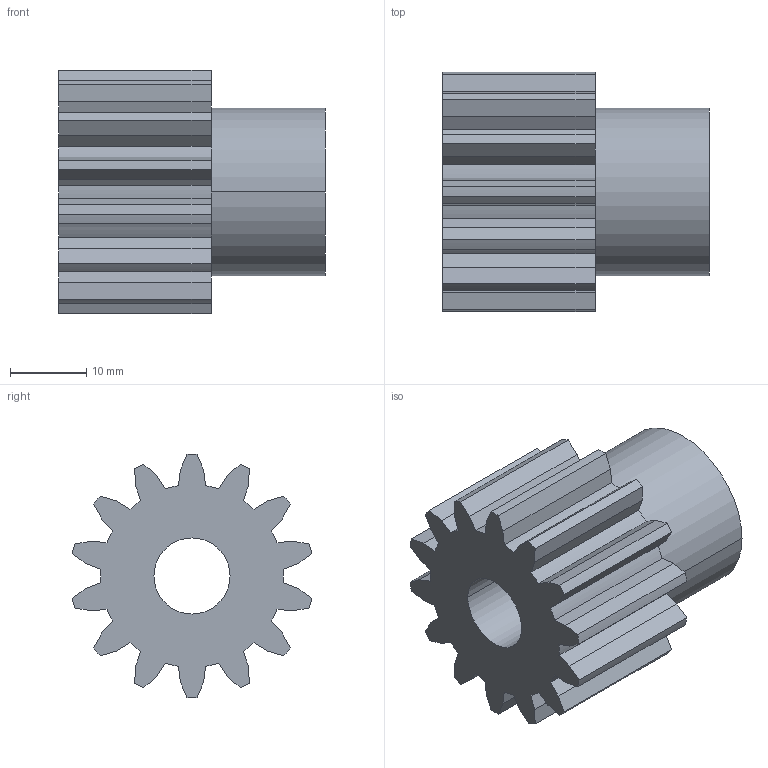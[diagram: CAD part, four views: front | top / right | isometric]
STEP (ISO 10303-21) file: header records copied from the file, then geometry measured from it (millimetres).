
FILE_DESCRIPTION( ( '' ), '1' );
FILE_NAME( '23111014.stp', '2007-11-07T03:04:19', ( '' ), ( '' ), ' ', ' ', ' ' );
FILE_SCHEMA( ( 'automotive_design' ) );
Length unit declared in the file: millimetre
Products named in the file (1): 1
Bounding box: 35 x 31.47 x 32 mm (x, y, z)
Volume: 15094.7 mm3; surface area: 6482.8 mm2
Topology: 1 solids, 1 shells, 91 faces, 264 edges, 176 vertices
Faces by surface type: plane 59, cylinder 32
Entity records: 5958 total; most frequent: STYLED_ITEM 532, PRESENTATION_STYLE_ASSIGNMENT 532, CARTESIAN_POINT 532, COLOUR_RGB 532, ORIENTED_EDGE 528, DIRECTION 512, EDGE_CURVE 264, CURVE_STYLE 264
